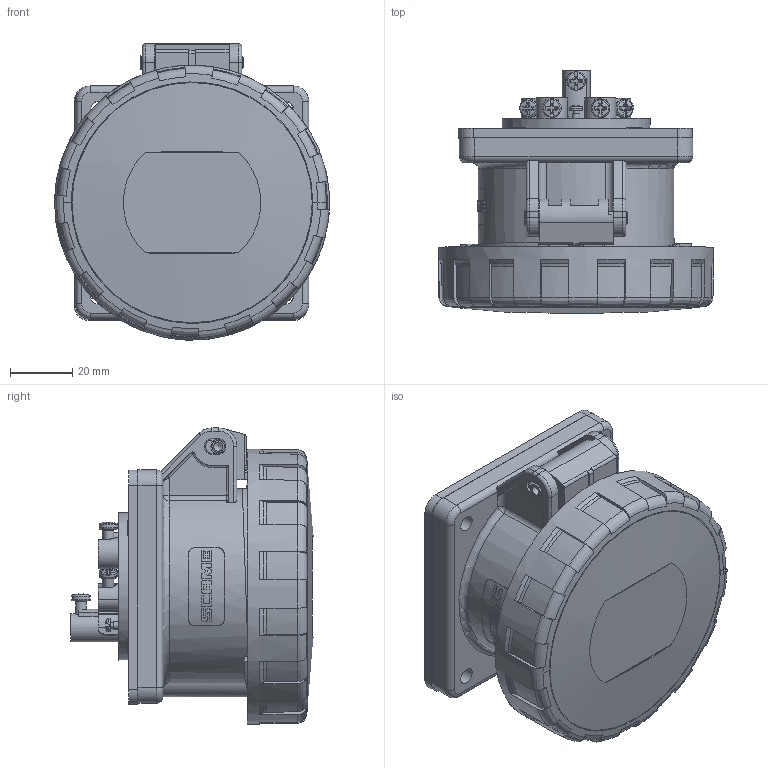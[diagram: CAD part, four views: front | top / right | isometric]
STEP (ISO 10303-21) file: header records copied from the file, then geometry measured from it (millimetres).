
FILE_DESCRIPTION(/* description */ (''),/* implementation_level */ '2;1');
FILE_NAME(/* name */ '4003638.stp',/* time_stamp */ '2019-03-01T11:45:52+01:00',/* author */ (''),/* organization */ (''),/* preprocessor_version */ 'ST-DEVELOPER v16.7',/* originating_system */ 'SIEMENS PLM Software NX 12.0',/* authorisation */ '');
FILE_SCHEMA (('AUTOMOTIVE_DESIGN { 1 0 10303 214 3 1 1 1 }'));
Length unit declared in the file: millimetre
Products named in the file (1): bsom23CC53FBp521
Bounding box: 88.36 x 77.96 x 95.16 mm (x, y, z)
Volume: 136817.3 mm3; surface area: 122360.3 mm2
Topology: 19 solids, 20 shells, 2340 faces, 6042 edges, 3717 vertices
Faces by surface type: plane 861, cylinder 670, bspline 315, cone 201, torus 164, sphere 108, extrusion 20, revolution 1
Full cylindrical faces by diameter (mm): 1.875 x3, 2.5 x3, 3 x5, 3.5 x7, 3.6 x4, 3.7 x1, 4 x1, 4.3 x5, 5.1 x2, 5.2 x4, 5.4 x4, 6 x5, 7 x4, 7.1 x1, 9 x1, 47.6 x1, 52 x1, 56 x1, 77.2 x1, 77.6 x1, 81.8 x1
Entity records: 89609 total; most frequent: CARTESIAN_POINT 35881, ORIENTED_EDGE 11434, DIRECTION 10774, EDGE_CURVE 5717, AXIS2_PLACEMENT_3D 4201, VERTEX_POINT 3625, EDGE_LOOP 2588, VECTOR 2371
